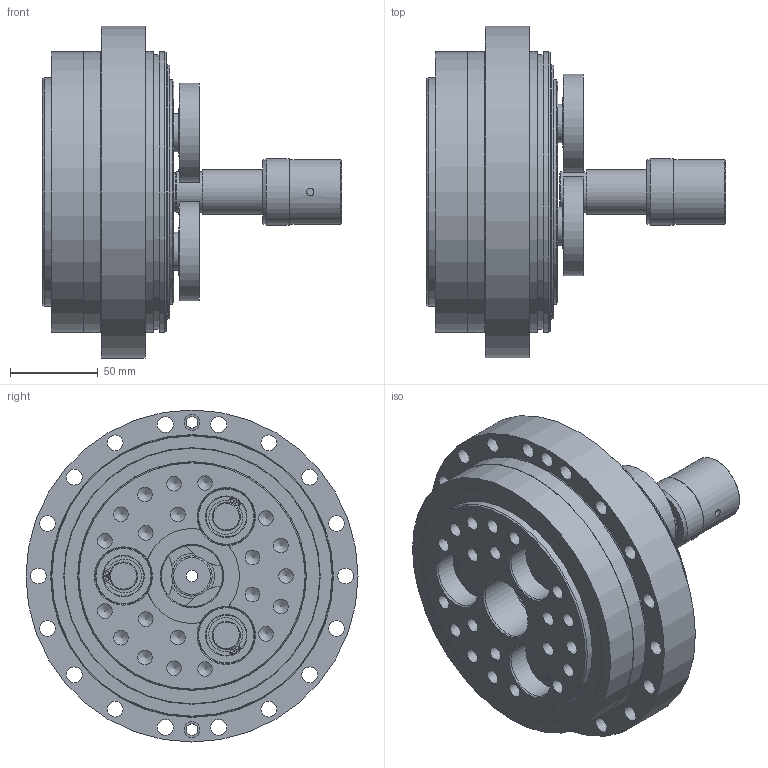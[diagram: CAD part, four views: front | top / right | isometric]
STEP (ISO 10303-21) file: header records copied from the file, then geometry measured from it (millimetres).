
FILE_DESCRIPTION(/* description */ (''),/* implementation_level */ '2;1');
FILE_NAME(/* name */ 'F4CF-UA35-87.stp',/* time_stamp */ '2023-03-13T13:25:20+09:00',/* author */ ('ik43153556'),/* organization */ (''),/* preprocessor_version */ 'ST-DEVELOPER v18.1',/* originating_system */ 'Autodesk Inventor 2021',/* authorisation */ '');
FILE_SCHEMA (('CONFIG_CONTROL_DESIGN'));
Length unit declared in the file: millimetre
Products named in the file (1): F4CF-UA35
Bounding box: 170.5 x 189 x 189 mm (x, y, z)
Volume: 1149259.4 mm3; surface area: 308123.3 mm2
Topology: 5 solids, 7 shells, 740 faces, 1835 edges, 1211 vertices
Faces by surface type: cylinder 290, plane 233, cone 86, sphere 70, torus 61
Full cylindrical faces by diameter (mm): 1.7 x6, 2 x18, 4.134 x1, 6 x3, 6.6 x1, 6.647 x2, 8 x7, 8.376 x21, 9 x20, 10 x6, 11 x6, 15.2 x3, 16 x12, 17.5 x6, 21 x9, 21.8 x6, 23 x13, 25.6 x1, 28 x3, 32 x12, 32.5 x1, 35 x2, 37 x1, 38 x7, 118 x1, 119 x1, 119.86 x2, 125 x1, 126 x2, 128 x2
Entity records: 27012 total; most frequent: CARTESIAN_POINT 8349, DIRECTION 3991, ORIENTED_EDGE 3336, AXIS2_PLACEMENT_3D 1708, EDGE_CURVE 1668, VERTEX_POINT 1211, EDGE_LOOP 1113, CIRCLE 967
